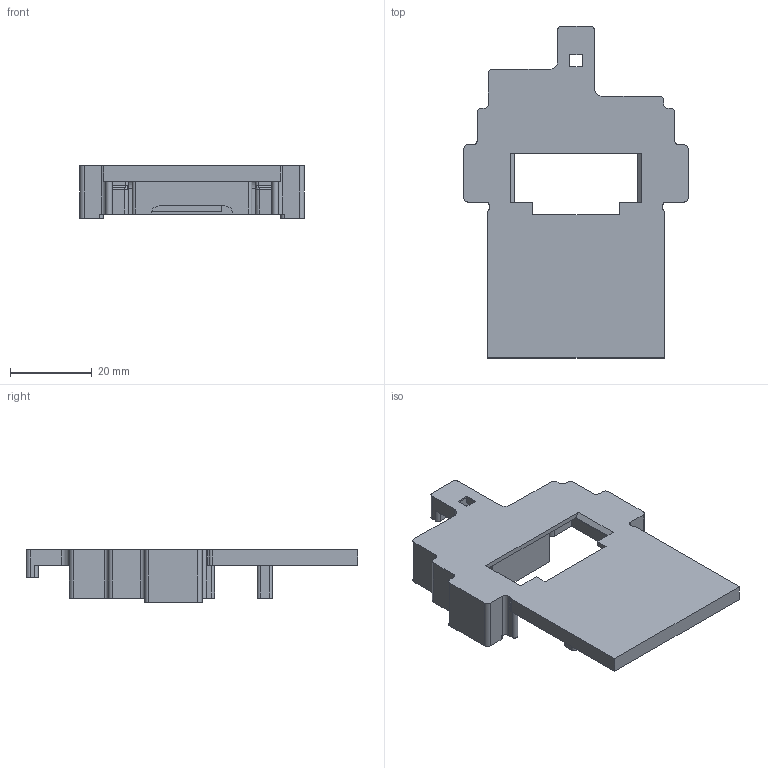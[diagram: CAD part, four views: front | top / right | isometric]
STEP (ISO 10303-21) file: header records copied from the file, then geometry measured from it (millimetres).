
FILE_DESCRIPTION(/* description */ (''),/* implementation_level */ '2;1');
FILE_NAME(/* name */ 'solder-tool.stp',/* time_stamp */ '2025-06-02T22:12:18+02:00',/* author */ ('David'),/* organization */ (''),/* preprocessor_version */ 'ST-DEVELOPER v19',/* originating_system */ 'Autodesk Inventor 2023',/* authorisation */ '');
FILE_SCHEMA (('AUTOMOTIVE_DESIGN { 1 0 10303 214 3 1 1 }'));
Length unit declared in the file: millimetre
Products named in the file (1): solder-tool
Bounding box: 54.7 x 81 x 12.8 mm (x, y, z)
Volume: 14090.3 mm3; surface area: 10483.5 mm2
Topology: 1 solids, 1 shells, 224 faces, 622 edges, 408 vertices
Faces by surface type: plane 136, cylinder 78, bspline 6, cone 3, torus 1
Full cylindrical faces by diameter (mm): 1.9 x6, 2.3 x1
Entity records: 7554 total; most frequent: CARTESIAN_POINT 1641, ORIENTED_EDGE 1240, DIRECTION 1214, EDGE_CURVE 620, LINE 428, VECTOR 428, VERTEX_POINT 407, AXIS2_PLACEMENT_3D 393
